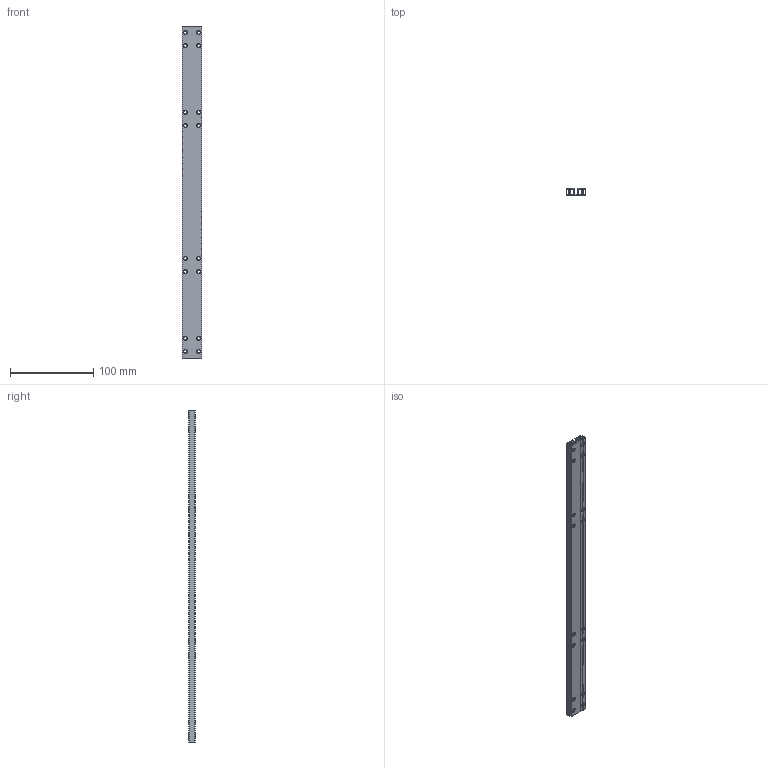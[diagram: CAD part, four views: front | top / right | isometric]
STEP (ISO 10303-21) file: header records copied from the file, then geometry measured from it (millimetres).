
FILE_DESCRIPTION (( 'STEP AP214' ), '1' );
FILE_NAME ('Beam0824-400邧謂褽.STEP', '2016-10-26T09:28:29', ( 'dell' ), ( '' ), 'SwSTEP 2.0', 'SolidWorks 2013', '' );
FILE_SCHEMA (( 'AUTOMOTIVE_DESIGN' ));
Length unit declared in the file: millimetre
Products named in the file (1): Beam0824-400邧謂褽
Bounding box: 24 x 8 x 400 mm (x, y, z)
Volume: 29423.4 mm3; surface area: 63311.4 mm2
Topology: 1 solids, 1 shells, 598 faces, 1884 edges, 1256 vertices
Faces by surface type: cylinder 368, plane 166, cone 64
Entity records: 24134 total; most frequent: CARTESIAN_POINT 8091, ORIENTED_EDGE 3768, DIRECTION 2858, EDGE_CURVE 1884, VERTEX_POINT 1256, AXIS2_PLACEMENT_3D 1015, VECTOR 828, LINE 828
